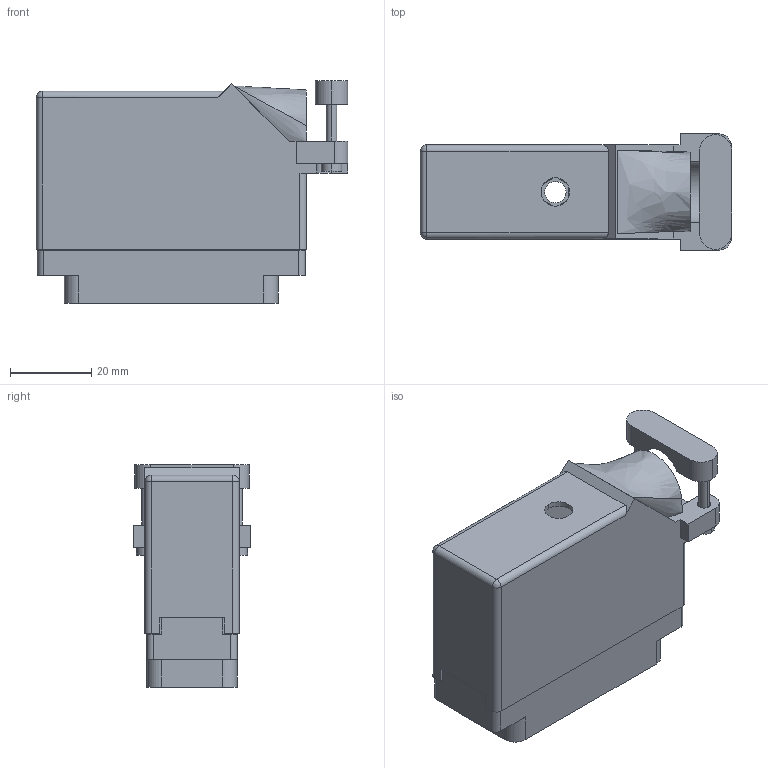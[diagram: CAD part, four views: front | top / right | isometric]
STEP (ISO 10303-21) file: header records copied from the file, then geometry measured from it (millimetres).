
FILE_DESCRIPTION (( 'STEP AP203' ), '1' );
FILE_NAME ('516-056-501-540.STEP', '2020-09-08T05:53:09', ( '' ), ( '' ), 'SwSTEP 2.0', 'SolidWorks 2020', '' );
FILE_SCHEMA (( 'CONFIG_CONTROL_DESIGN' ));
Length unit declared in the file: inch
Products named in the file (4): 516-056-501-540; 516-292-001_501 Contact; 516-230-001_Plastic - 056 Side Entry - Large Clamp; 516 Plug Insulator_056
Assembly tree (58 placements, depth 2):
  516-056-501-540
    516 Plug Insulator_056
    516-292-001_501 Contact  x56
    516-230-001_Plastic - 056 Side Entry - Large Clamp
Bounding box: 76.5 x 28.57 x 54.69 mm (x, y, z)
Volume: 26389.8 mm3; surface area: 43066.4 mm2
Topology: 58 solids, 58 shells, 5331 faces, 15462 edges, 10266 vertices
Faces by surface type: plane 3238, cylinder 1750, bspline 339, cone 2, sphere 2
Entity records: 48196 total; most frequent: CARTESIAN_POINT 8506, ORIENTED_EDGE 8040, DIRECTION 7793, EDGE_CURVE 4020, LINE 3017, VECTOR 3017, VERTEX_POINT 2676, AXIS2_PLACEMENT_3D 2388
